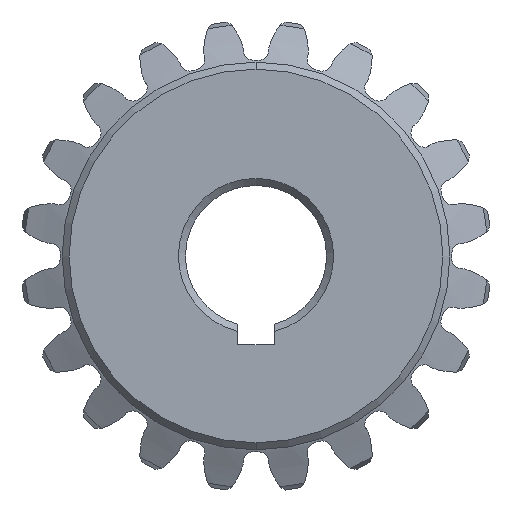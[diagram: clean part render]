
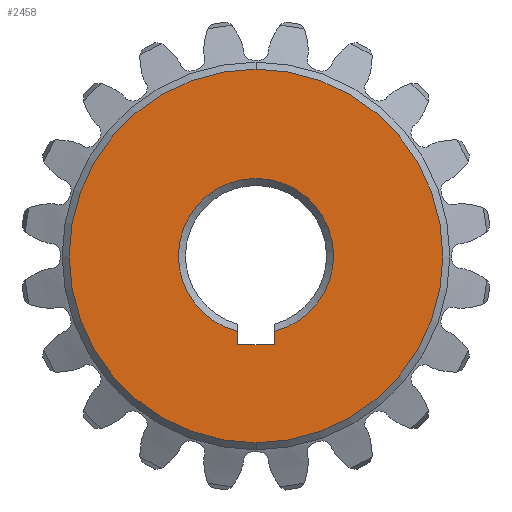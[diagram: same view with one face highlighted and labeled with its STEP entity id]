
A CAD part, front view. The second image highlights one B-rep face of the part: STEP entity #2458.
In plain terms, the highlighted planar face has unit normal (0, -1, 0).
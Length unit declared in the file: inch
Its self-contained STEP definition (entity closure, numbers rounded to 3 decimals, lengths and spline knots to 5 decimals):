
#92 = ORIENTED_EDGE ( 'NONE', *, *, #7042, .F. ) ;
#325 = CARTESIAN_POINT ( 'NONE',  ( 0., -0.43311, -0.41732 ) ) ;
#1133 = CARTESIAN_POINT ( 'NONE',  ( -0.0405, -0.43311, -0.16843 ) ) ;
#1190 = CARTESIAN_POINT ( 'NONE',  ( -0.0405, -0.43311, 0. ) ) ;
#1645 = VERTEX_POINT ( 'NONE', #5267 ) ;
#1977 = ORIENTED_EDGE ( 'NONE', *, *, #7397, .F. ) ;
#1979 = EDGE_LOOP ( 'NONE', ( #6338, #9560, #4762, #4306 ) ) ;
#2122 = VERTEX_POINT ( 'NONE', #9032 ) ;
#2124 = EDGE_CURVE ( 'NONE', #7994, #6963, #11750, .T. ) ;
#2275 = CARTESIAN_POINT ( 'NONE',  ( 0., -0.43311, 0. ) ) ;
#2458 = ADVANCED_FACE ( 'NONE', ( #3040, #10313 ), #5885, .T. ) ;
#2827 = EDGE_CURVE ( 'NONE', #1645, #5335, #6178, .T. ) ;
#2854 = LINE ( 'NONE', #1190, #7416 ) ;
#2928 = AXIS2_PLACEMENT_3D ( 'NONE', #2275, #8630, #3192 ) ;
#3040 = FACE_BOUND ( 'NONE', #1979, .T. ) ;
#3171 = CARTESIAN_POINT ( 'NONE',  ( 0.0405, -0.43311, -0.19798 ) ) ;
#3192 = DIRECTION ( 'NONE',  ( 0., 0., -1. ) ) ;
#3421 = CARTESIAN_POINT ( 'NONE',  ( 0., -0.43311, 0. ) ) ;
#3586 = CIRCLE ( 'NONE', #4515, 0.41732 ) ;
#4239 = CARTESIAN_POINT ( 'NONE',  ( 0.0405, -0.43311, -0.19798 ) ) ;
#4306 = ORIENTED_EDGE ( 'NONE', *, *, #2124, .T. ) ;
#4329 = DIRECTION ( 'NONE',  ( 0., 0., 1. ) ) ;
#4515 = AXIS2_PLACEMENT_3D ( 'NONE', #3421, #9799, #4329 ) ;
#4634 = CARTESIAN_POINT ( 'NONE',  ( 0., -0.43311, 0. ) ) ;
#4738 = AXIS2_PLACEMENT_3D ( 'NONE', #4634, #11042, #5560 ) ;
#4762 = ORIENTED_EDGE ( 'NONE', *, *, #11158, .F. ) ;
#4989 = DIRECTION ( 'NONE',  ( 1., 0., 0. ) ) ;
#5151 = DIRECTION ( 'NONE',  ( 0., 0., 1. ) ) ;
#5267 = CARTESIAN_POINT ( 'NONE',  ( -0.0405, -0.43311, -0.19798 ) ) ;
#5335 = VERTEX_POINT ( 'NONE', #8977 ) ;
#5401 = CARTESIAN_POINT ( 'NONE',  ( 0., -0.43311, 0. ) ) ;
#5560 = DIRECTION ( 'NONE',  ( 0., 0., 1. ) ) ;
#5885 = PLANE ( 'NONE',  #2928 ) ;
#6178 = LINE ( 'NONE', #3171, #9746 ) ;
#6331 = DIRECTION ( 'NONE',  ( 0., 0., -1. ) ) ;
#6338 = ORIENTED_EDGE ( 'NONE', *, *, #7735, .F. ) ;
#6688 = DIRECTION ( 'NONE',  ( 0., 0., -1. ) ) ;
#6839 = AXIS2_PLACEMENT_3D ( 'NONE', #5401, #11804, #6331 ) ;
#6963 = VERTEX_POINT ( 'NONE', #7296 ) ;
#7042 = EDGE_CURVE ( 'NONE', #9393, #2122, #11325, .T. ) ;
#7296 = CARTESIAN_POINT ( 'NONE',  ( 0.0405, -0.43311, -0.16843 ) ) ;
#7397 = EDGE_CURVE ( 'NONE', #2122, #9393, #3586, .T. ) ;
#7416 = VECTOR ( 'NONE', #6688, 39.37008 ) ;
#7735 = EDGE_CURVE ( 'NONE', #5335, #6963, #11312, .T. ) ;
#7994 = VERTEX_POINT ( 'NONE', #1133 ) ;
#8630 = DIRECTION ( 'NONE',  ( 0., -1., 0. ) ) ;
#8864 = VECTOR ( 'NONE', #5151, 39.37008 ) ;
#8977 = CARTESIAN_POINT ( 'NONE',  ( 0.0405, -0.43311, -0.19798 ) ) ;
#9032 = CARTESIAN_POINT ( 'NONE',  ( 0., -0.43311, 0.41732 ) ) ;
#9393 = VERTEX_POINT ( 'NONE', #325 ) ;
#9560 = ORIENTED_EDGE ( 'NONE', *, *, #2827, .F. ) ;
#9573 = EDGE_LOOP ( 'NONE', ( #1977, #92 ) ) ;
#9746 = VECTOR ( 'NONE', #4989, 39.37008 ) ;
#9799 = DIRECTION ( 'NONE',  ( 0., 1., 0. ) ) ;
#10313 = FACE_OUTER_BOUND ( 'NONE', #9573, .T. ) ;
#11042 = DIRECTION ( 'NONE',  ( 0., 1., 0. ) ) ;
#11158 = EDGE_CURVE ( 'NONE', #7994, #1645, #2854, .T. ) ;
#11312 = LINE ( 'NONE', #4239, #8864 ) ;
#11325 = CIRCLE ( 'NONE', #4738, 0.41732 ) ;
#11750 = CIRCLE ( 'NONE', #6839, 0.17323 ) ;
#11804 = DIRECTION ( 'NONE',  ( 0., 1., 0. ) ) ;
